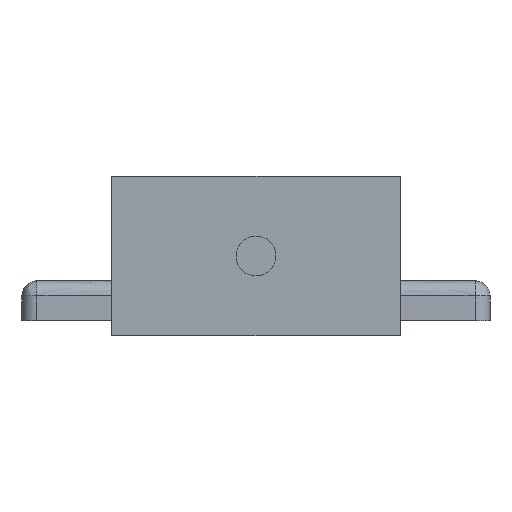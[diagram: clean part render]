
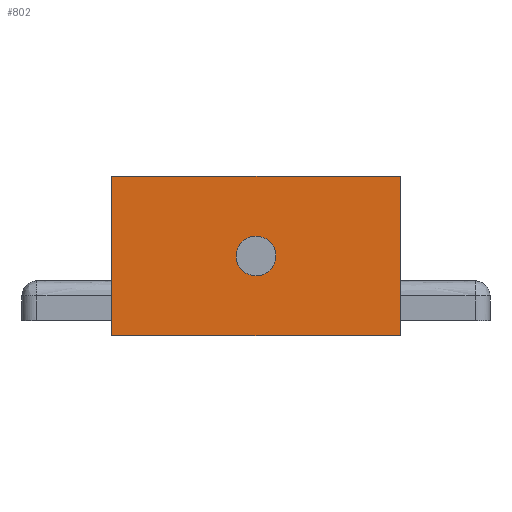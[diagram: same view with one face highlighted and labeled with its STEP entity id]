
A CAD part, front view. The second image highlights one B-rep face of the part: STEP entity #802.
In plain terms, the highlighted free-form (B-spline) face has degree [1, 1] with [2, 2] control points.
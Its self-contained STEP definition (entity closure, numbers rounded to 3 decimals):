
#614=CARTESIAN_POINT('',(1.996,-53.5,6.378));
#615=VERTEX_POINT('',#614);
#621=CARTESIAN_POINT('',(0.0,-53.5,8.5));
#622=VERTEX_POINT('',#621);
#623=CARTESIAN_POINT('',(1.996,-53.5,6.378));
#624=CARTESIAN_POINT('',(2.,-53.5,6.439));
#625=CARTESIAN_POINT('',(2.0,-53.5,6.5));
#626=CARTESIAN_POINT('',(2.,-53.5,8.5));
#627=CARTESIAN_POINT('',(0.0,-53.5,8.5));
#635=(BOUNDED_CURVE()B_SPLINE_CURVE(2,(#623,#624,#625,#626,#627),.UNSPECIFIED.,.F.,.U.)B_SPLINE_CURVE_WITH_KNOTS((3,2,3),(0.239,0.25,0.5),.UNSPECIFIED.)CURVE()GEOMETRIC_REPRESENTATION_ITEM()RATIONAL_B_SPLINE_CURVE((0.976,0.988,1.0,0.707,1.0))REPRESENTATION_ITEM(''));
#636=EDGE_CURVE('',#615,#622,#635,.T.);
#638=CARTESIAN_POINT('',(-1.996,-53.5,6.622));
#639=VERTEX_POINT('',#638);
#640=CARTESIAN_POINT('',(0.0,-53.5,8.5));
#641=CARTESIAN_POINT('',(-1.881,-53.5,8.5));
#642=CARTESIAN_POINT('',(-1.996,-53.5,6.622));
#650=(BOUNDED_CURVE()B_SPLINE_CURVE(2,(#640,#641,#642),.UNSPECIFIED.,.F.,.U.)B_SPLINE_CURVE_WITH_KNOTS((3,3),(0.5,0.739),.UNSPECIFIED.)CURVE()GEOMETRIC_REPRESENTATION_ITEM()RATIONAL_B_SPLINE_CURVE((1.0,0.72,0.976))REPRESENTATION_ITEM(''));
#651=EDGE_CURVE('',#622,#639,#650,.T.);
#684=CARTESIAN_POINT('',(0.0,-53.5,4.5));
#685=VERTEX_POINT('',#684);
#686=CARTESIAN_POINT('',(-1.996,-53.5,6.622));
#687=CARTESIAN_POINT('',(-2.,-53.5,6.561));
#688=CARTESIAN_POINT('',(-2.0,-53.5,6.5));
#689=CARTESIAN_POINT('',(-2.,-53.5,4.5));
#690=CARTESIAN_POINT('',(0.0,-53.5,4.5));
#698=(BOUNDED_CURVE()B_SPLINE_CURVE(2,(#686,#687,#688,#689,#690),.UNSPECIFIED.,.F.,.U.)B_SPLINE_CURVE_WITH_KNOTS((3,2,3),(0.739,0.75,1.0),.UNSPECIFIED.)CURVE()GEOMETRIC_REPRESENTATION_ITEM()RATIONAL_B_SPLINE_CURVE((0.976,0.988,1.0,0.707,1.0))REPRESENTATION_ITEM(''));
#699=EDGE_CURVE('',#639,#685,#698,.T.);
#701=CARTESIAN_POINT('',(0.0,-53.5,4.5));
#702=CARTESIAN_POINT('',(1.881,-53.5,4.5));
#703=CARTESIAN_POINT('',(1.996,-53.5,6.378));
#711=(BOUNDED_CURVE()B_SPLINE_CURVE(2,(#701,#702,#703),.UNSPECIFIED.,.F.,.U.)B_SPLINE_CURVE_WITH_KNOTS((3,3),(0.0,0.239),.UNSPECIFIED.)CURVE()GEOMETRIC_REPRESENTATION_ITEM()RATIONAL_B_SPLINE_CURVE((1.0,0.72,0.976))REPRESENTATION_ITEM(''));
#712=EDGE_CURVE('',#685,#615,#711,.T.);
#761=CARTESIAN_POINT('',(-15.949,-53.5,15.299));
#762=CARTESIAN_POINT('',(15.949,-53.5,15.299));
#763=CARTESIAN_POINT('',(-15.949,-53.5,-2.299));
#764=CARTESIAN_POINT('',(15.949,-53.5,-2.299));
#765=B_SPLINE_SURFACE_WITH_KNOTS('',1,1,((#761,#763),(#762,#764)),.UNSPECIFIED.,.F.,.F.,.U.,(2,2),(2,2),(0.0,31.897),(0.0,17.598),.UNSPECIFIED.);
#766=CARTESIAN_POINT('',(-14.5,-53.5,-1.5));
#767=VERTEX_POINT('',#766);
#768=CARTESIAN_POINT('',(-14.5,-53.5,14.5));
#769=VERTEX_POINT('',#768);
#770=CARTESIAN_POINT('',(-14.5,-53.5,-1.5));
#771=CARTESIAN_POINT('',(-14.5,-53.5,14.5));
#772=QUASI_UNIFORM_CURVE('',1,(#770,#771),.UNSPECIFIED.,.F.,.U.);
#773=EDGE_CURVE('',#767,#769,#772,.T.);
#774=ORIENTED_EDGE('',*,*,#773,.F.);
#775=CARTESIAN_POINT('',(14.5,-53.5,-1.5));
#776=VERTEX_POINT('',#775);
#777=CARTESIAN_POINT('',(14.5,-53.5,-1.5));
#778=CARTESIAN_POINT('',(-14.5,-53.5,-1.5));
#779=QUASI_UNIFORM_CURVE('',1,(#777,#778),.UNSPECIFIED.,.F.,.U.);
#780=EDGE_CURVE('',#776,#767,#779,.T.);
#781=ORIENTED_EDGE('',*,*,#780,.F.);
#782=CARTESIAN_POINT('',(14.5,-53.5,14.5));
#783=VERTEX_POINT('',#782);
#784=CARTESIAN_POINT('',(14.5,-53.5,14.5));
#785=CARTESIAN_POINT('',(14.5,-53.5,-1.5));
#786=QUASI_UNIFORM_CURVE('',1,(#784,#785),.UNSPECIFIED.,.F.,.U.);
#787=EDGE_CURVE('',#783,#776,#786,.T.);
#788=ORIENTED_EDGE('',*,*,#787,.F.);
#789=CARTESIAN_POINT('',(-14.5,-53.5,14.5));
#790=CARTESIAN_POINT('',(14.5,-53.5,14.5));
#791=QUASI_UNIFORM_CURVE('',1,(#789,#790),.UNSPECIFIED.,.F.,.U.);
#792=EDGE_CURVE('',#769,#783,#791,.T.);
#793=ORIENTED_EDGE('',*,*,#792,.F.);
#794=EDGE_LOOP('',(#774,#781,#788,#793));
#795=FACE_OUTER_BOUND('',#794,.T.);
#796=ORIENTED_EDGE('',*,*,#651,.F.);
#797=ORIENTED_EDGE('',*,*,#636,.F.);
#798=ORIENTED_EDGE('',*,*,#712,.F.);
#799=ORIENTED_EDGE('',*,*,#699,.F.);
#800=EDGE_LOOP('',(#796,#797,#798,#799));
#801=FACE_BOUND('',#800,.T.);
#802=ADVANCED_FACE('',(#795,#801),#765,.F.);
